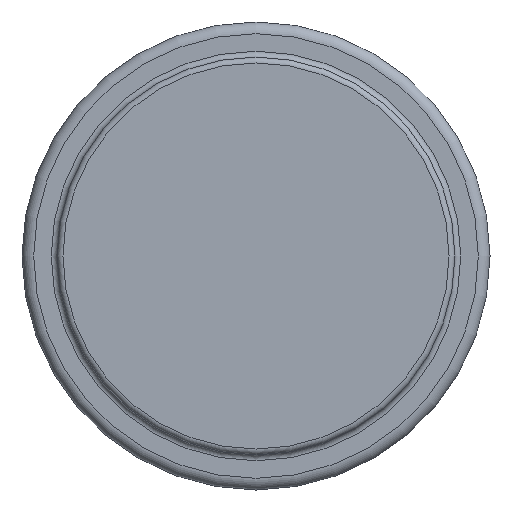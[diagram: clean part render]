
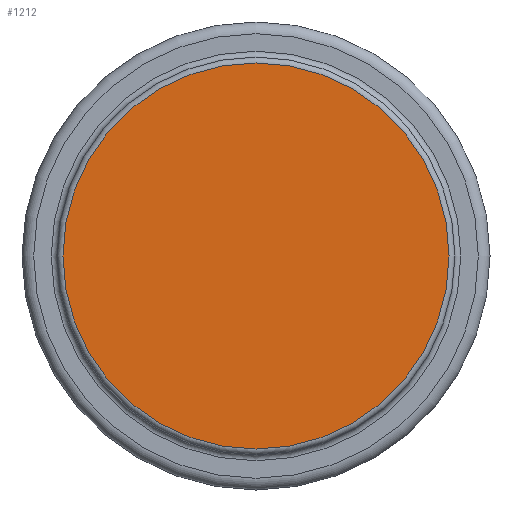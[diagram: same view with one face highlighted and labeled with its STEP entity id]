
A CAD part, front view. The second image highlights one B-rep face of the part: STEP entity #1212.
In plain terms, the highlighted face is planar.
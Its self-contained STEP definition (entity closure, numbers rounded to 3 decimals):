
#1172=CARTESIAN_POINT('',(2.5,0.,-33.0));
#1173=VERTEX_POINT('',#1172);
#1174=CARTESIAN_POINT('',(2.5,0.0,0.0));
#1175=DIRECTION('',(-1.0,0.0,0.0));
#1176=DIRECTION('',(0.0,0.0,1.0));
#1177=AXIS2_PLACEMENT_3D('',#1174,#1175,#1176);
#1178=CIRCLE('',#1177,33.0);
#1179=EDGE_CURVE('',#1173,#1173,#1178,.T.);
#1204=CARTESIAN_POINT('',(2.5,0.0,-17.0));
#1205=DIRECTION('',(1.0,0.0,0.0));
#1206=DIRECTION('',(0.0,0.0,-1.0));
#1207=AXIS2_PLACEMENT_3D('',#1204,#1205,#1206);
#1208=PLANE('',#1207);
#1209=ORIENTED_EDGE('',*,*,#1179,.F.);
#1210=EDGE_LOOP('',(#1209));
#1211=FACE_OUTER_BOUND('',#1210,.T.);
#1212=ADVANCED_FACE('',(#1211),#1208,.T.);
